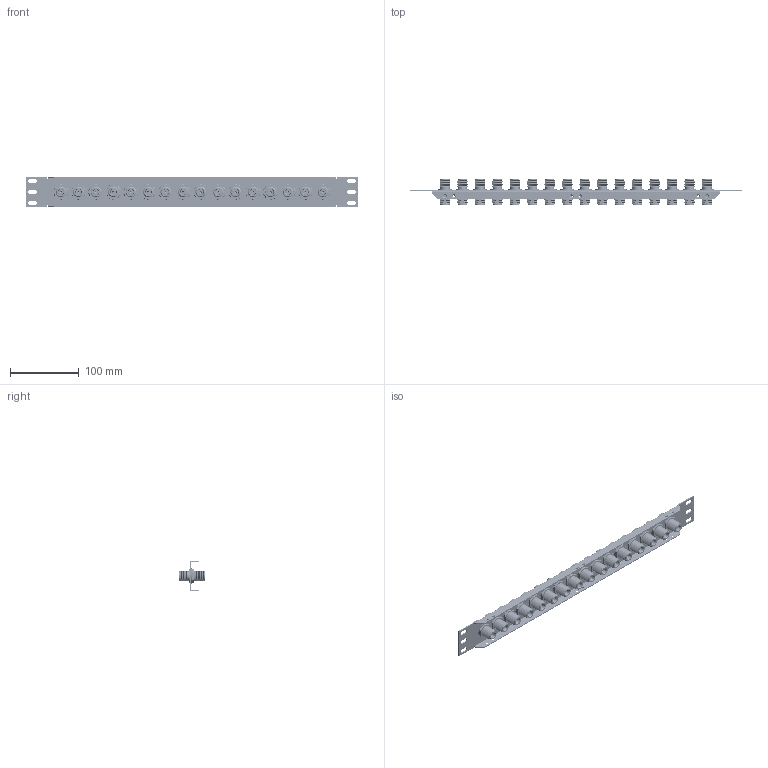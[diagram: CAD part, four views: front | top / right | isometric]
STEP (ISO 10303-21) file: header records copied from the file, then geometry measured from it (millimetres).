
FILE_DESCRIPTION (( 'STEP AP214' ), '1' );
FILE_NAME ('PR175N16BLK.STEP', '2018-11-16T18:21:01', ( '' ), ( '' ), 'SwSTEP 2.0', 'SolidWorks 2017', '' );
FILE_SCHEMA (( 'AUTOMOTIVE_DESIGN' ));
Length unit declared in the file: inch
Products named in the file (6): LOCKWASH-INT.625; AXA-NFNFB; 3AA02-017; AXA-NFNFB_body; PR175N16BLK; 1AP08-004
Assembly tree (20 placements, depth 3):
  PR175N16BLK
    1AP08-004
    AXA-NFNFB  x16
      AXA-NFNFB_body
      LOCKWASH-INT.625
      3AA02-017
Bounding box: 482.6 x 38.2 x 43.94 mm (x, y, z)
Volume: 133909.2 mm3; surface area: 137265.8 mm2
Topology: 49 solids, 49 shells, 11389 faces, 30312 edges, 18104 vertices
Faces by surface type: plane 3493, cone 2648, cylinder 2504, sphere 1504, bspline 1176, torus 64
Entity records: 53199 total; most frequent: CARTESIAN_POINT 15323, ORIENTED_EDGE 6458, DIRECTION 5463, EDGE_CURVE 3229, VERTEX_POINT 2022, AXIS2_PLACEMENT_3D 1846, VECTOR 1771, LINE 1771
